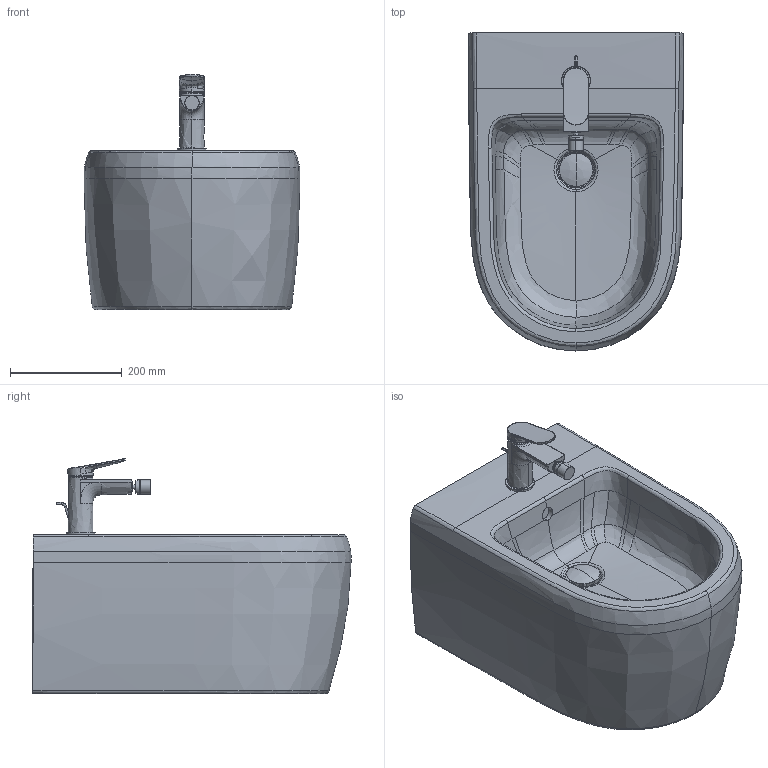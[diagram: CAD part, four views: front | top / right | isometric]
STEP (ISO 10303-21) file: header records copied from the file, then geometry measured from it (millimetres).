
FILE_DESCRIPTION(/* description */ (''),/* implementation_level */ '2;1');
FILE_NAME(/* name */ '226315',/* time_stamp */ '2022-11-10T11:59:14+01:00',/* author */ (''),/* organization */ (''),/* preprocessor_version */ 'ST-DEVELOPER v15',/* originating_system */ '',/* authorisation */ '');
FILE_SCHEMA (('AUTOMOTIVE_DESIGN'));
Length unit declared in the file: millimetre
Products named in the file (1): Document
Bounding box: 386.97 x 570.31 x 421.31 mm (x, y, z)
Volume: 45577.5 mm3; surface area: 1274688 mm2
Topology: 7 solids, 12 shells, 588 faces, 1415 edges, 831 vertices
Faces by surface type: bspline 512, plane 76
Entity records: 78563 total; most frequent: CARTESIAN_POINT 70110, ORIENTED_EDGE 2775, EDGE_CURVE 1400, B_SPLINE_CURVE_WITH_KNOTS 1047, VERTEX_POINT 831, EDGE_LOOP 611, ADVANCED_FACE 588, FACE_OUTER_BOUND 588
